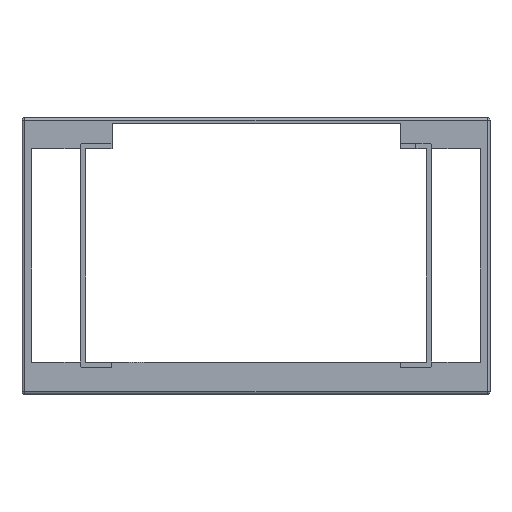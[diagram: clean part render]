
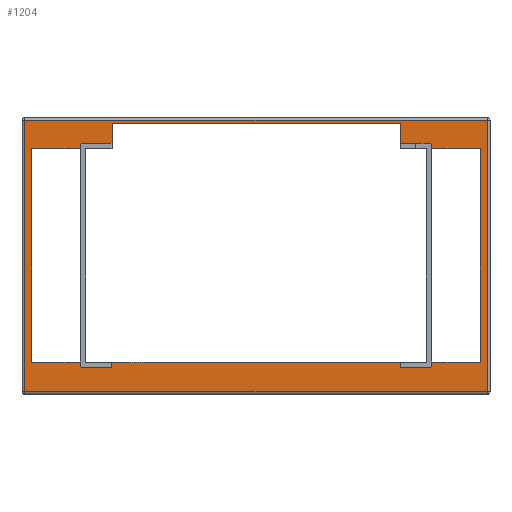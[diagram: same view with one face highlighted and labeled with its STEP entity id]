
A CAD part, top view. The second image highlights one B-rep face of the part: STEP entity #1204.
In plain terms, the highlighted planar face has unit normal (0, 0, 1).
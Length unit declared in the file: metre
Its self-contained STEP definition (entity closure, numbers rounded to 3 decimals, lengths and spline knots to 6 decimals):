
#35=CIRCLE('',#1283,0.00125);
#36=CIRCLE('',#1284,0.00125);
#37=CIRCLE('',#1285,0.00125);
#38=CIRCLE('',#1286,0.00125);
#65=ORIENTED_EDGE('',*,*,#427,.T.);
#66=ORIENTED_EDGE('',*,*,#428,.T.);
#67=ORIENTED_EDGE('',*,*,#429,.T.);
#68=ORIENTED_EDGE('',*,*,#430,.T.);
#69=ORIENTED_EDGE('',*,*,#431,.T.);
#70=ORIENTED_EDGE('',*,*,#432,.T.);
#71=ORIENTED_EDGE('',*,*,#433,.T.);
#72=ORIENTED_EDGE('',*,*,#434,.T.);
#73=ORIENTED_EDGE('',*,*,#435,.T.);
#74=ORIENTED_EDGE('',*,*,#436,.T.);
#75=ORIENTED_EDGE('',*,*,#437,.T.);
#76=ORIENTED_EDGE('',*,*,#438,.T.);
#77=ORIENTED_EDGE('',*,*,#439,.T.);
#78=ORIENTED_EDGE('',*,*,#440,.F.);
#79=ORIENTED_EDGE('',*,*,#441,.T.);
#80=ORIENTED_EDGE('',*,*,#442,.F.);
#81=ORIENTED_EDGE('',*,*,#443,.F.);
#82=ORIENTED_EDGE('',*,*,#444,.F.);
#83=ORIENTED_EDGE('',*,*,#445,.T.);
#84=ORIENTED_EDGE('',*,*,#446,.F.);
#85=ORIENTED_EDGE('',*,*,#447,.F.);
#86=ORIENTED_EDGE('',*,*,#448,.F.);
#87=ORIENTED_EDGE('',*,*,#449,.T.);
#88=ORIENTED_EDGE('',*,*,#450,.F.);
#89=ORIENTED_EDGE('',*,*,#451,.T.);
#90=ORIENTED_EDGE('',*,*,#452,.T.);
#91=ORIENTED_EDGE('',*,*,#453,.F.);
#92=ORIENTED_EDGE('',*,*,#454,.T.);
#427=EDGE_CURVE('',#608,#609,#724,.T.);
#428=EDGE_CURVE('',#609,#610,#725,.F.);
#429=EDGE_CURVE('',#610,#611,#726,.F.);
#430=EDGE_CURVE('',#611,#608,#727,.T.);
#431=EDGE_CURVE('',#612,#613,#728,.T.);
#432=EDGE_CURVE('',#613,#614,#729,.T.);
#433=EDGE_CURVE('',#614,#615,#35,.F.);
#434=EDGE_CURVE('',#615,#616,#730,.T.);
#435=EDGE_CURVE('',#616,#617,#731,.T.);
#436=EDGE_CURVE('',#617,#618,#732,.T.);
#437=EDGE_CURVE('',#618,#619,#733,.T.);
#438=EDGE_CURVE('',#619,#620,#734,.T.);
#439=EDGE_CURVE('',#620,#621,#36,.F.);
#440=EDGE_CURVE('',#622,#621,#735,.T.);
#441=EDGE_CURVE('',#622,#623,#736,.T.);
#442=EDGE_CURVE('',#624,#623,#737,.T.);
#443=EDGE_CURVE('',#625,#624,#738,.T.);
#444=EDGE_CURVE('',#626,#625,#739,.T.);
#445=EDGE_CURVE('',#626,#627,#37,.F.);
#446=EDGE_CURVE('',#628,#627,#740,.T.);
#447=EDGE_CURVE('',#629,#628,#741,.T.);
#448=EDGE_CURVE('',#630,#629,#742,.T.);
#449=EDGE_CURVE('',#630,#631,#743,.T.);
#450=EDGE_CURVE('',#632,#631,#744,.T.);
#451=EDGE_CURVE('',#632,#633,#38,.F.);
#452=EDGE_CURVE('',#633,#634,#745,.T.);
#453=EDGE_CURVE('',#635,#634,#746,.T.);
#454=EDGE_CURVE('',#635,#612,#747,.T.);
#608=VERTEX_POINT('',#1727);
#609=VERTEX_POINT('',#1728);
#610=VERTEX_POINT('',#1730);
#611=VERTEX_POINT('',#1732);
#612=VERTEX_POINT('',#1735);
#613=VERTEX_POINT('',#1736);
#614=VERTEX_POINT('',#1738);
#615=VERTEX_POINT('',#1740);
#616=VERTEX_POINT('',#1742);
#617=VERTEX_POINT('',#1744);
#618=VERTEX_POINT('',#1746);
#619=VERTEX_POINT('',#1748);
#620=VERTEX_POINT('',#1750);
#621=VERTEX_POINT('',#1752);
#622=VERTEX_POINT('',#1754);
#623=VERTEX_POINT('',#1756);
#624=VERTEX_POINT('',#1758);
#625=VERTEX_POINT('',#1760);
#626=VERTEX_POINT('',#1762);
#627=VERTEX_POINT('',#1764);
#628=VERTEX_POINT('',#1766);
#629=VERTEX_POINT('',#1768);
#630=VERTEX_POINT('',#1770);
#631=VERTEX_POINT('',#1772);
#632=VERTEX_POINT('',#1774);
#633=VERTEX_POINT('',#1776);
#634=VERTEX_POINT('',#1778);
#635=VERTEX_POINT('',#1780);
#724=LINE('',#1726,#873);
#725=LINE('',#1729,#874);
#726=LINE('',#1731,#875);
#727=LINE('',#1733,#876);
#728=LINE('',#1734,#877);
#729=LINE('',#1737,#878);
#730=LINE('',#1741,#879);
#731=LINE('',#1743,#880);
#732=LINE('',#1745,#881);
#733=LINE('',#1747,#882);
#734=LINE('',#1749,#883);
#735=LINE('',#1753,#884);
#736=LINE('',#1755,#885);
#737=LINE('',#1757,#886);
#738=LINE('',#1759,#887);
#739=LINE('',#1761,#888);
#740=LINE('',#1765,#889);
#741=LINE('',#1767,#890);
#742=LINE('',#1769,#891);
#743=LINE('',#1771,#892);
#744=LINE('',#1773,#893);
#745=LINE('',#1777,#894);
#746=LINE('',#1779,#895);
#747=LINE('',#1781,#896);
#873=VECTOR('',#1383,1.);
#874=VECTOR('',#1384,1.);
#875=VECTOR('',#1385,1.);
#876=VECTOR('',#1386,1.);
#877=VECTOR('',#1387,1.);
#878=VECTOR('',#1388,1.);
#879=VECTOR('',#1391,1.);
#880=VECTOR('',#1392,1.);
#881=VECTOR('',#1393,1.);
#882=VECTOR('',#1394,1.);
#883=VECTOR('',#1395,1.);
#884=VECTOR('',#1398,1.);
#885=VECTOR('',#1399,1.);
#886=VECTOR('',#1400,1.);
#887=VECTOR('',#1401,1.);
#888=VECTOR('',#1402,1.);
#889=VECTOR('',#1405,1.);
#890=VECTOR('',#1406,1.);
#891=VECTOR('',#1407,1.);
#892=VECTOR('',#1408,1.);
#893=VECTOR('',#1409,1.);
#894=VECTOR('',#1412,1.);
#895=VECTOR('',#1413,1.);
#896=VECTOR('',#1414,1.);
#1022=EDGE_LOOP('',(#65,#66,#67,#68));
#1023=EDGE_LOOP('',(#69,#70,#71,#72,#73,#74,#75,#76,#77,#78,#79,#80,#81,
#82,#83,#84,#85,#86,#87,#88,#89,#90,#91,#92));
#1091=FACE_BOUND('',#1022,.T.);
#1092=FACE_BOUND('',#1023,.T.);
#1160=PLANE('',#1282);
#1204=ADVANCED_FACE('',(#1091,#1092),#1160,.T.);
#1282=AXIS2_PLACEMENT_3D('',#1725,#1381,#1382);
#1283=AXIS2_PLACEMENT_3D('',#1739,#1389,#1390);
#1284=AXIS2_PLACEMENT_3D('',#1751,#1396,#1397);
#1285=AXIS2_PLACEMENT_3D('',#1763,#1403,#1404);
#1286=AXIS2_PLACEMENT_3D('',#1775,#1410,#1411);
#1381=DIRECTION('',(0.,0.,1.));
#1382=DIRECTION('',(1.,0.,0.));
#1383=DIRECTION('',(1.,0.,0.));
#1384=DIRECTION('',(0.,-1.,0.));
#1385=DIRECTION('',(1.,0.,0.));
#1386=DIRECTION('',(0.,-1.,0.));
#1387=DIRECTION('',(0.,-1.,0.));
#1388=DIRECTION('',(1.,0.,0.));
#1389=DIRECTION('',(0.,0.,1.));
#1390=DIRECTION('',(1.,0.,0.));
#1391=DIRECTION('',(0.,-1.,0.));
#1392=DIRECTION('',(1.,0.,0.));
#1393=DIRECTION('',(0.,-1.,0.));
#1394=DIRECTION('',(-1.,0.,0.));
#1395=DIRECTION('',(0.,-1.,0.));
#1396=DIRECTION('',(0.,0.,1.));
#1397=DIRECTION('',(1.,0.,0.));
#1398=DIRECTION('',(1.,0.,0.));
#1399=DIRECTION('',(0.,1.,0.));
#1400=DIRECTION('',(1.,0.,0.));
#1401=DIRECTION('',(0.,1.,0.));
#1402=DIRECTION('',(1.,0.,0.));
#1403=DIRECTION('',(0.,0.,1.));
#1404=DIRECTION('',(1.,0.,0.));
#1405=DIRECTION('',(0.,-1.,0.));
#1406=DIRECTION('',(1.,0.,0.));
#1407=DIRECTION('',(0.,-1.,0.));
#1408=DIRECTION('',(1.,0.,0.));
#1409=DIRECTION('',(0.,-1.,0.));
#1410=DIRECTION('',(0.,0.,1.));
#1411=DIRECTION('',(1.,0.,0.));
#1412=DIRECTION('',(1.,0.,0.));
#1413=DIRECTION('',(0.,-1.,0.));
#1414=DIRECTION('',(1.,0.,0.));
#1725=CARTESIAN_POINT('',(-0.001167,0.020944,0.005));
#1726=CARTESIAN_POINT('',(0.109333,-0.043056,0.005));
#1727=CARTESIAN_POINT('',(-0.110417,-0.043056,0.005));
#1728=CARTESIAN_POINT('',(0.108083,-0.043056,0.005));
#1729=CARTESIAN_POINT('',(0.108083,0.020944,0.005));
#1730=CARTESIAN_POINT('',(0.108083,0.084944,0.005));
#1731=CARTESIAN_POINT('',(-0.001167,0.084944,0.005));
#1732=CARTESIAN_POINT('',(-0.110417,0.084944,0.005));
#1733=CARTESIAN_POINT('',(-0.110417,-0.044306,0.005));
#1734=CARTESIAN_POINT('',(0.066833,0.078944,0.005));
#1735=CARTESIAN_POINT('',(0.066833,0.083694,0.005));
#1736=CARTESIAN_POINT('',(0.066833,0.074194,0.005));
#1737=CARTESIAN_POINT('',(0.080583,0.074194,0.005));
#1738=CARTESIAN_POINT('',(0.080583,0.074194,0.005));
#1739=CARTESIAN_POINT('',(0.080583,0.072944,0.005));
#1740=CARTESIAN_POINT('',(0.081833,0.072944,0.005));
#1741=CARTESIAN_POINT('',(0.081833,-0.030556,0.005));
#1742=CARTESIAN_POINT('',(0.081833,0.071694,0.005));
#1743=CARTESIAN_POINT('',(0.093333,0.071694,0.005));
#1744=CARTESIAN_POINT('',(0.104833,0.071694,0.005));
#1745=CARTESIAN_POINT('',(0.104833,0.021194,0.005));
#1746=CARTESIAN_POINT('',(0.104833,-0.029306,0.005));
#1747=CARTESIAN_POINT('',(0.093333,-0.029306,0.005));
#1748=CARTESIAN_POINT('',(0.081833,-0.029306,0.005));
#1749=CARTESIAN_POINT('',(0.081833,-0.030556,0.005));
#1750=CARTESIAN_POINT('',(0.081833,-0.030556,0.005));
#1751=CARTESIAN_POINT('',(0.080583,-0.030556,0.005));
#1752=CARTESIAN_POINT('',(0.080583,-0.031806,0.005));
#1753=CARTESIAN_POINT('',(0.074333,-0.031806,0.005));
#1754=CARTESIAN_POINT('',(0.066833,-0.031806,0.005));
#1755=CARTESIAN_POINT('',(0.066833,-0.030556,0.005));
#1756=CARTESIAN_POINT('',(0.066833,-0.029306,0.005));
#1757=CARTESIAN_POINT('',(-0.075417,-0.029306,0.005));
#1758=CARTESIAN_POINT('',(-0.069167,-0.029306,0.005));
#1759=CARTESIAN_POINT('',(-0.069167,-0.030556,0.005));
#1760=CARTESIAN_POINT('',(-0.069167,-0.031806,0.005));
#1761=CARTESIAN_POINT('',(-0.076667,-0.031806,0.005));
#1762=CARTESIAN_POINT('',(-0.082917,-0.031806,0.005));
#1763=CARTESIAN_POINT('',(-0.082917,-0.030556,0.005));
#1764=CARTESIAN_POINT('',(-0.084167,-0.030556,0.005));
#1765=CARTESIAN_POINT('',(-0.084167,-0.030556,0.005));
#1766=CARTESIAN_POINT('',(-0.084167,-0.029306,0.005));
#1767=CARTESIAN_POINT('',(-0.095667,-0.029306,0.005));
#1768=CARTESIAN_POINT('',(-0.107167,-0.029306,0.005));
#1769=CARTESIAN_POINT('',(-0.107167,0.021194,0.005));
#1770=CARTESIAN_POINT('',(-0.107167,0.071694,0.005));
#1771=CARTESIAN_POINT('',(-0.095667,0.071694,0.005));
#1772=CARTESIAN_POINT('',(-0.084167,0.071694,0.005));
#1773=CARTESIAN_POINT('',(-0.084167,-0.030556,0.005));
#1774=CARTESIAN_POINT('',(-0.084167,0.072944,0.005));
#1775=CARTESIAN_POINT('',(-0.082917,0.072944,0.005));
#1776=CARTESIAN_POINT('',(-0.082917,0.074194,0.005));
#1777=CARTESIAN_POINT('',(-0.075417,0.074194,0.005));
#1778=CARTESIAN_POINT('',(-0.069167,0.074194,0.005));
#1779=CARTESIAN_POINT('',(-0.069167,0.072944,0.005));
#1780=CARTESIAN_POINT('',(-0.069167,0.083694,0.005));
#1781=CARTESIAN_POINT('',(-0.001167,0.083694,0.005));
